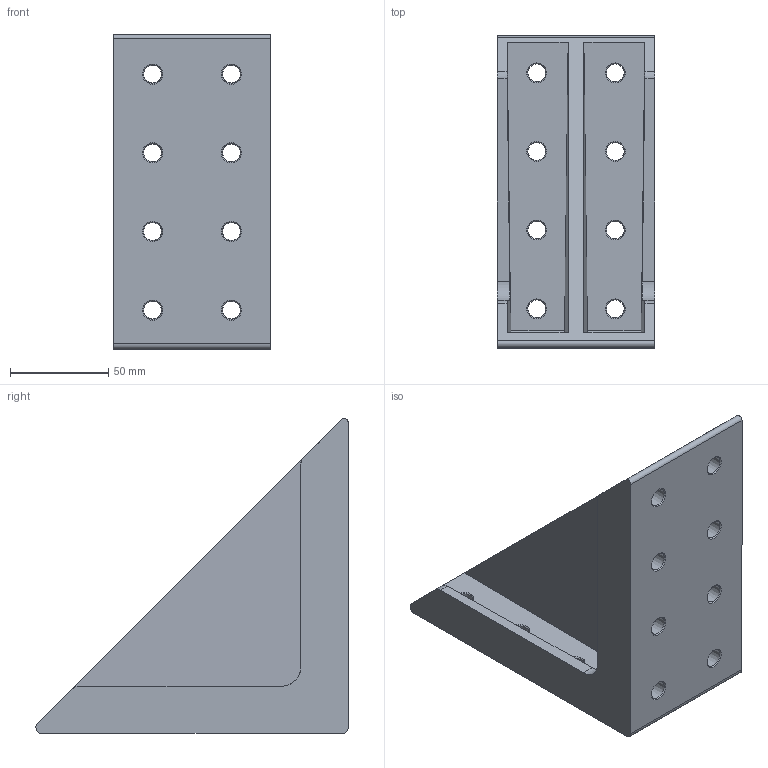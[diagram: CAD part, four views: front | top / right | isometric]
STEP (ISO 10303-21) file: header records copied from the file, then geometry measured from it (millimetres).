
FILE_DESCRIPTION(/* description */ ('STEP AP242','CAx-IF Rec.Pracs.---Representation and Presentation of Product Manufacturing Information (PMI)---4.0---2014-10-13','CAx-IF Rec.Pracs.---3D Tessellated Geometry---0.4---2014-09-14','2;1'),/* implementation_level */ '2;1');
FILE_NAME(/* name */ '093W810(high)',/* time_stamp */ '2026-03-02T15:36:41+01:00',/* author */ ('License CC BY-ND 4.0'),/* organization */ ('CADENAS'),/* preprocessor_version */ 'ST-DEVELOPER v20',/* originating_system */ 'PARTsolutions',/* authorisation */ ' ');
FILE_SCHEMA (('AP242_MANAGED_MODEL_BASED_3D_ENGINEERING_MIM_LF { 1 0 10303 442 1 1 4 }'));
Length unit declared in the file: millimetre
Products named in the file (1): 093W810(high)
Bounding box: 80 x 158.75 x 160.17 mm (x, y, z)
Volume: 328901.4 mm3; surface area: 93692.3 mm2
Topology: 1 solids, 1 shells, 76 faces, 190 edges, 116 vertices
Faces by surface type: cone 48, plane 17, cylinder 11
Entity records: 2110 total; most frequent: DIRECTION 382, CARTESIAN_POINT 335, ORIENTED_EDGE 284, AXIS2_PLACEMENT_3D 163, EDGE_LOOP 156, FACE_BOUND 156, EDGE_CURVE 142, VERTEX_POINT 116
